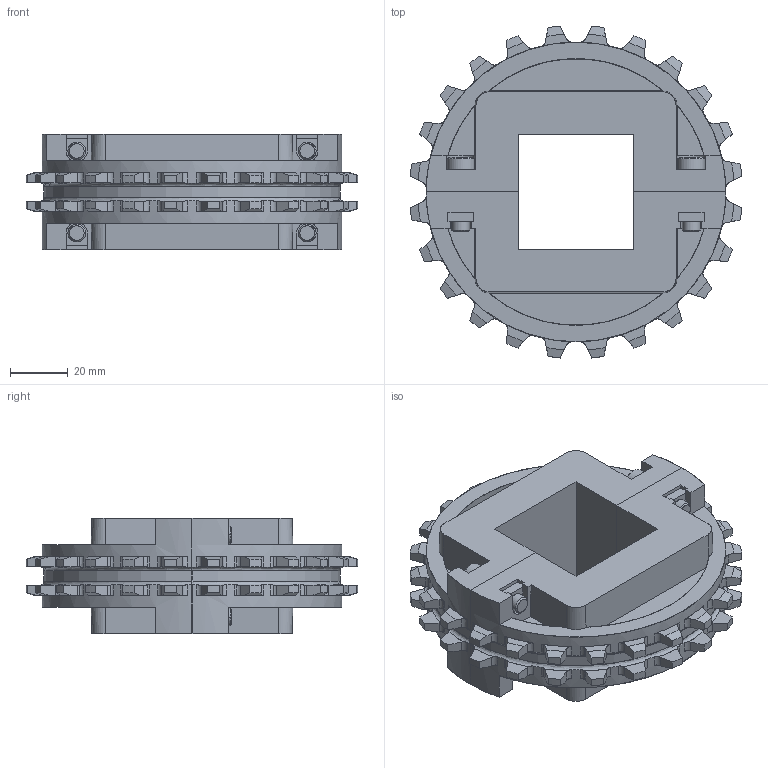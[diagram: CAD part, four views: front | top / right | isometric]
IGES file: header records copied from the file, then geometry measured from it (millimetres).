
Start section: SolidWorks IGES file using analytic representation for surfaces
Global section: file name: NSNUMBE090894247191.igs; native system: SolidWorks 2007; preprocessor: SolidWorks 2007; author: partstream; date: 060908.094258; units: inch
Bounding box: 115.06 x 115.06 x 39.88 mm (x, y, z)
Surface area: 51847.2 mm2 (no closed solid volume)
Topology: 0 solids, 0 shells, 653 faces, 6716 edges, 6716 vertices
Faces by surface type: bspline 347, revolution 306
